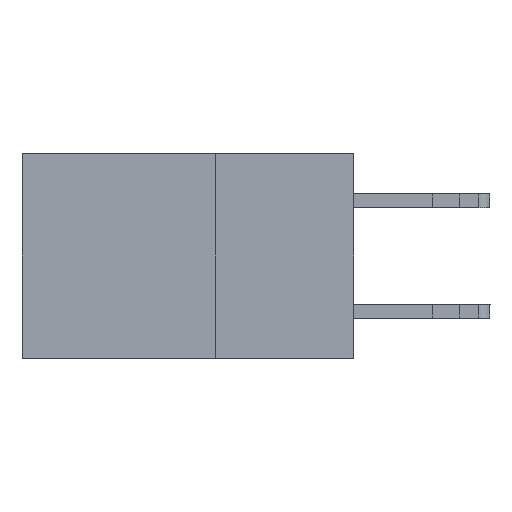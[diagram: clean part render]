
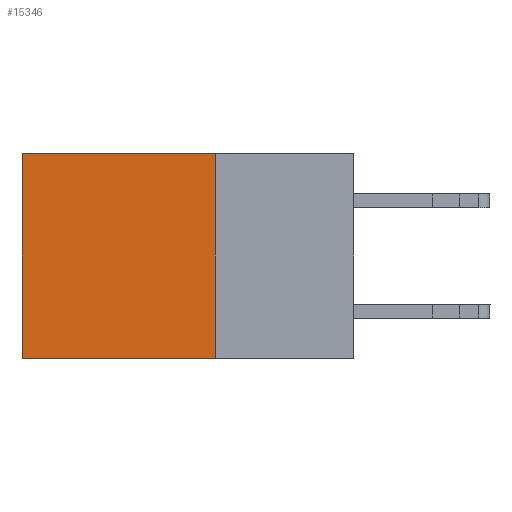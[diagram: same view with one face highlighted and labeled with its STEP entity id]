
A CAD part, left-side view. The second image highlights one B-rep face of the part: STEP entity #15346.
In plain terms, the highlighted planar face has unit normal (-1, 0, 0).
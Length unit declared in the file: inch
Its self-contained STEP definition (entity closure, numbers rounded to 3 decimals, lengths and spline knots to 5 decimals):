
#568 = ORIENTED_EDGE ( 'NONE', *, *, #13447, .T. ) ;
#1838 = CARTESIAN_POINT ( 'NONE',  ( 0.2875, 0.25, 0. ) ) ;
#2108 = DIRECTION ( 'NONE',  ( 0., 0., -1. ) ) ;
#2965 = CARTESIAN_POINT ( 'NONE',  ( 0.2875, 0.25, 0. ) ) ;
#3112 = EDGE_LOOP ( 'NONE', ( #568, #24824, #22320, #11689 ) ) ;
#5759 = CARTESIAN_POINT ( 'NONE',  ( 0.2875, 0.25, -0.37 ) ) ;
#6071 = CARTESIAN_POINT ( 'NONE',  ( 0.2875, 0.25, 0. ) ) ;
#7804 = LINE ( 'NONE', #14276, #25649 ) ;
#8057 = VECTOR ( 'NONE', #22644, 39.37008 ) ;
#8104 = EDGE_CURVE ( 'NONE', #26354, #21467, #11795, .T. ) ;
#8137 = DIRECTION ( 'NONE',  ( 0., 0., -1. ) ) ;
#10597 = VECTOR ( 'NONE', #2108, 39.37008 ) ;
#11689 = ORIENTED_EDGE ( 'NONE', *, *, #20539, .T. ) ;
#11795 = LINE ( 'NONE', #5759, #8057 ) ;
#12624 = VERTEX_POINT ( 'NONE', #25055 ) ;
#13447 = EDGE_CURVE ( 'NONE', #12624, #21467, #20899, .T. ) ;
#14276 = CARTESIAN_POINT ( 'NONE',  ( 0.2875, 0.25, 0. ) ) ;
#14476 = PLANE ( 'NONE',  #24649 ) ;
#15346 = ADVANCED_FACE ( 'NONE', ( #18972 ), #14476, .F. ) ;
#16412 = CARTESIAN_POINT ( 'NONE',  ( 0.2875, 0.25, -0.37 ) ) ;
#17829 = EDGE_CURVE ( 'NONE', #22537, #26354, #19118, .T. ) ;
#18213 = VECTOR ( 'NONE', #24866, 39.37008 ) ;
#18972 = FACE_OUTER_BOUND ( 'NONE', #3112, .T. ) ;
#19097 = CARTESIAN_POINT ( 'NONE',  ( 0.2875, 0.6, -0.37 ) ) ;
#19118 = LINE ( 'NONE', #6071, #18213 ) ;
#20539 = EDGE_CURVE ( 'NONE', #22537, #12624, #7804, .T. ) ;
#20899 = LINE ( 'NONE', #23075, #10597 ) ;
#21467 = VERTEX_POINT ( 'NONE', #19097 ) ;
#22320 = ORIENTED_EDGE ( 'NONE', *, *, #17829, .F. ) ;
#22537 = VERTEX_POINT ( 'NONE', #2965 ) ;
#22644 = DIRECTION ( 'NONE',  ( 0., 1., 0. ) ) ;
#23075 = CARTESIAN_POINT ( 'NONE',  ( 0.2875, 0.6, 0. ) ) ;
#24649 = AXIS2_PLACEMENT_3D ( 'NONE', #1838, #25251, #8137 ) ;
#24824 = ORIENTED_EDGE ( 'NONE', *, *, #8104, .F. ) ;
#24866 = DIRECTION ( 'NONE',  ( 0., 0., -1. ) ) ;
#25055 = CARTESIAN_POINT ( 'NONE',  ( 0.2875, 0.6, 0. ) ) ;
#25251 = DIRECTION ( 'NONE',  ( 1., 0., 0. ) ) ;
#25649 = VECTOR ( 'NONE', #26728, 39.37008 ) ;
#26354 = VERTEX_POINT ( 'NONE', #16412 ) ;
#26728 = DIRECTION ( 'NONE',  ( 0., 1., 0. ) ) ;
